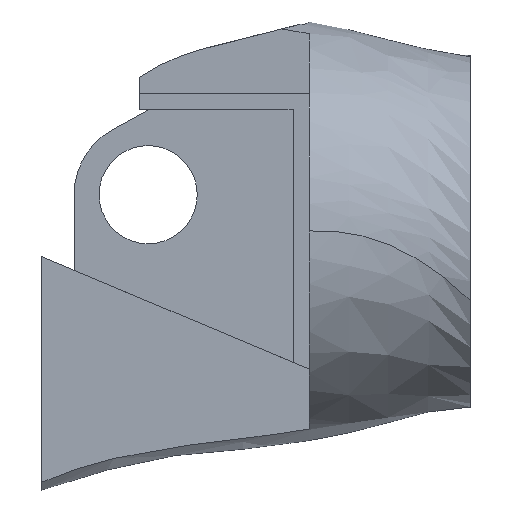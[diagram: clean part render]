
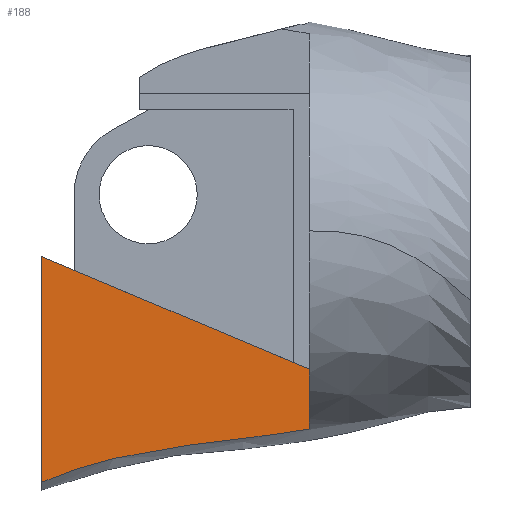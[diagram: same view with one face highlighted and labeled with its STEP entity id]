
A CAD part, left-side view. The second image highlights one B-rep face of the part: STEP entity #188.
In plain terms, the highlighted planar face has unit normal (-1, 0, 0).
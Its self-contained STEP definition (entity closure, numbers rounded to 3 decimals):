
#4 = VERTEX_POINT ( 'NONE', #645 ) ;
#13 = CARTESIAN_POINT ( 'NONE',  ( -4.5, 17.02, -13.21 ) ) ;
#31 = CARTESIAN_POINT ( 'NONE',  ( -4.5, 19.121, -13.518 ) ) ;
#32 = DIRECTION ( 'NONE',  ( 0., 0., 1. ) ) ;
#44 = CARTESIAN_POINT ( 'NONE',  ( -4.5, 10., -17.471 ) ) ;
#69 = CARTESIAN_POINT ( 'NONE',  ( -4.5, 26.6, -1.6 ) ) ;
#74 = B_SPLINE_CURVE_WITH_KNOTS ( 'NONE', 3,
 ( #1507, #1511, #1664, #1669, #13, #31, #75, #1610, #1545, #1055, #218, #254 ),
 .UNSPECIFIED., .F., .F.,
 ( 4, 2, 2, 2, 2, 4 ),
 ( 0., 0.004, 0.008, 0.011, 0.013, 0.017 ),
 .UNSPECIFIED. ) ;
#75 = CARTESIAN_POINT ( 'NONE',  ( -4.5, 19.82, -13.632 ) ) ;
#79 = AXIS2_PLACEMENT_3D ( 'NONE', #631, #699, #726 ) ;
#91 = FACE_OUTER_BOUND ( 'NONE', #1282, .T. ) ;
#116 = ORIENTED_EDGE ( 'NONE', *, *, #786, .F. ) ;
#138 = VERTEX_POINT ( 'NONE', #1562 ) ;
#147 = EDGE_CURVE ( 'NONE', #4, #722, #992, .T. ) ;
#188 = ADVANCED_FACE ( 'NONE', ( #91 ), #389, .F. ) ;
#218 = CARTESIAN_POINT ( 'NONE',  ( -4.5, 25.298, -15.019 ) ) ;
#254 = CARTESIAN_POINT ( 'NONE',  ( -4.5, 26.6, -15.587 ) ) ;
#389 = PLANE ( 'NONE',  #1259 ) ;
#576 = VECTOR ( 'NONE', #32, 1000. ) ;
#631 = CARTESIAN_POINT ( 'NONE',  ( -4.5, 13.248, -1.6 ) ) ;
#633 = ORIENTED_EDGE ( 'NONE', *, *, #1115, .T. ) ;
#645 = CARTESIAN_POINT ( 'NONE',  ( -4.5, 26.6, -15.587 ) ) ;
#686 = LINE ( 'NONE', #1535, #1352 ) ;
#699 = DIRECTION ( 'NONE',  ( 1., 0., 0. ) ) ;
#722 = VERTEX_POINT ( 'NONE', #69 ) ;
#726 = DIRECTION ( 'NONE',  ( 0., -1., 0. ) ) ;
#736 = ORIENTED_EDGE ( 'NONE', *, *, #958, .F. ) ;
#786 = EDGE_CURVE ( 'NONE', #722, #1678, #1277, .T. ) ;
#799 = CARTESIAN_POINT ( 'NONE',  ( -4.5, 26.6, -17.471 ) ) ;
#958 = EDGE_CURVE ( 'NONE', #138, #4, #74, .T. ) ;
#992 = LINE ( 'NONE', #1275, #1298 ) ;
#1001 = CARTESIAN_POINT ( 'NONE',  ( -4.5, 10., -8.569 ) ) ;
#1055 = CARTESIAN_POINT ( 'NONE',  ( -4.5, 23.959, -14.572 ) ) ;
#1115 = EDGE_CURVE ( 'NONE', #138, #1323, #1293, .T. ) ;
#1148 = CARTESIAN_POINT ( 'NONE',  ( -4.5, 26.6, -1.569 ) ) ;
#1259 = AXIS2_PLACEMENT_3D ( 'NONE', #799, #1440, #1695 ) ;
#1275 = CARTESIAN_POINT ( 'NONE',  ( -4.5, 26.6, -17.471 ) ) ;
#1277 = CIRCLE ( 'NONE', #79, 13.352 ) ;
#1282 = EDGE_LOOP ( 'NONE', ( #116, #1516, #736, #633, #1338 ) ) ;
#1293 = LINE ( 'NONE', #44, #576 ) ;
#1298 = VECTOR ( 'NONE', #1551, 1000. ) ;
#1323 = VERTEX_POINT ( 'NONE', #1001 ) ;
#1338 = ORIENTED_EDGE ( 'NONE', *, *, #1476, .T. ) ;
#1352 = VECTOR ( 'NONE', #1645, 1000. ) ;
#1440 = DIRECTION ( 'NONE',  ( 1., 0., 0. ) ) ;
#1476 = EDGE_CURVE ( 'NONE', #1323, #1678, #686, .T. ) ;
#1507 = CARTESIAN_POINT ( 'NONE',  ( -4.5, 10., -12.276 ) ) ;
#1511 = CARTESIAN_POINT ( 'NONE',  ( -4.5, 11.396, -12.52 ) ) ;
#1516 = ORIENTED_EDGE ( 'NONE', *, *, #147, .F. ) ;
#1535 = CARTESIAN_POINT ( 'NONE',  ( -4.5, 10., -8.569 ) ) ;
#1545 = CARTESIAN_POINT ( 'NONE',  ( -4.5, 21.905, -14.048 ) ) ;
#1551 = DIRECTION ( 'NONE',  ( 0., 0., 1. ) ) ;
#1562 = CARTESIAN_POINT ( 'NONE',  ( -4.5, 10., -12.276 ) ) ;
#1610 = CARTESIAN_POINT ( 'NONE',  ( -4.5, 21.212, -13.897 ) ) ;
#1645 = DIRECTION ( 'NONE',  ( 0., 0.921, 0.389 ) ) ;
#1664 = CARTESIAN_POINT ( 'NONE',  ( -4.5, 12.8, -12.706 ) ) ;
#1669 = CARTESIAN_POINT ( 'NONE',  ( -4.5, 15.612, -13.05 ) ) ;
#1678 = VERTEX_POINT ( 'NONE', #1148 ) ;
#1695 = DIRECTION ( 'NONE',  ( 0., -1., 0. ) ) ;
